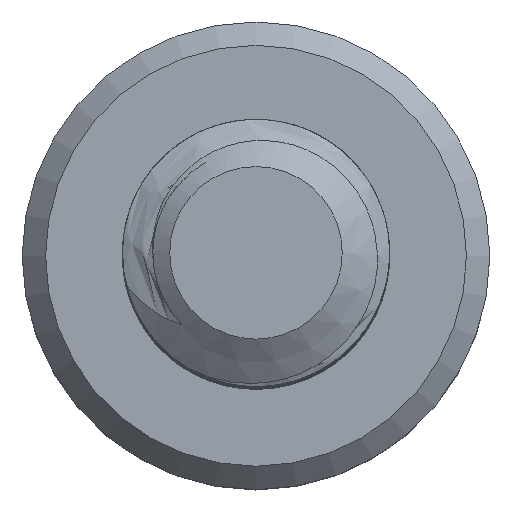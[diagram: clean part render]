
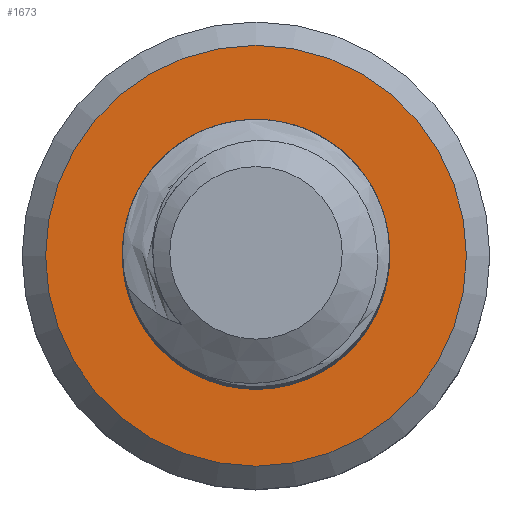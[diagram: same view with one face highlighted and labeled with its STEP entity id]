
A CAD part, top view. The second image highlights one B-rep face of the part: STEP entity #1673.
In plain terms, the highlighted planar face has unit normal (0, 0, 1).
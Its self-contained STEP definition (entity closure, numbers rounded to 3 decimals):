
#16=FACE_BOUND('',#221,.T.);
#19=PLANE('',#1795);
#125=FACE_OUTER_BOUND('',#220,.T.);
#220=EDGE_LOOP('',(#1474));
#221=EDGE_LOOP('',(#1475,#1476,#1477,#1478));
#234=CIRCLE('',#1701,2.);
#238=CIRCLE('',#1775,3.15);
#244=CIRCLE('',#1786,1.545);
#399=B_SPLINE_CURVE_WITH_KNOTS('',3,(#8525,#8526,#8527,#8528,#8529,#8530,
#8531,#8532,#8533,#8534,#8535,#8536,#8537,#8538,#8539,#8540),
 .UNSPECIFIED.,.F.,.F.,(4,2,2,2,2,2,2,4),(0.,0.037,0.075,
0.147,0.235,0.324,0.432,
0.558),.UNSPECIFIED.);
#400=B_SPLINE_CURVE_WITH_KNOTS('',3,(#9455,#9456,#9457,#9458,#9459,#9460,
#9461,#9462,#9463,#9464,#9465,#9466,#9467,#9468,#9469,#9470),
 .UNSPECIFIED.,.F.,.F.,(4,2,2,2,2,2,2,4),(0.,0.068,0.14,
0.226,0.328,0.431,0.493,0.549),
 .UNSPECIFIED.);
#575=VERTEX_POINT('',#2117);
#576=VERTEX_POINT('',#2152);
#721=VERTEX_POINT('',#7458);
#730=VERTEX_POINT('',#7527);
#731=VERTEX_POINT('',#7564);
#744=EDGE_CURVE('',#575,#576,#234,.T.);
#959=EDGE_CURVE('',#721,#721,#238,.T.);
#973=EDGE_CURVE('',#731,#730,#244,.T.);
#977=EDGE_CURVE('',#730,#576,#399,.T.);
#978=EDGE_CURVE('',#575,#731,#400,.T.);
#1474=ORIENTED_EDGE('',*,*,#959,.T.);
#1475=ORIENTED_EDGE('',*,*,#744,.F.);
#1476=ORIENTED_EDGE('',*,*,#978,.T.);
#1477=ORIENTED_EDGE('',*,*,#973,.T.);
#1478=ORIENTED_EDGE('',*,*,#977,.T.);
#1673=ADVANCED_FACE('',(#125,#16),#19,.F.);
#1701=AXIS2_PLACEMENT_3D('',#2153,#1813,#1814);
#1775=AXIS2_PLACEMENT_3D('',#7460,#2031,#2032);
#1786=AXIS2_PLACEMENT_3D('',#7565,#2056,#2057);
#1795=AXIS2_PLACEMENT_3D('',#9482,#2074,#2075);
#1813=DIRECTION('center_axis',(0.,0.,1.));
#1814=DIRECTION('ref_axis',(1.,0.,0.));
#2031=DIRECTION('center_axis',(0.,0.,1.));
#2032=DIRECTION('ref_axis',(-1.,0.,0.));
#2056=DIRECTION('center_axis',(0.,0.,-1.));
#2057=DIRECTION('ref_axis',(1.,0.,0.));
#2074=DIRECTION('center_axis',(0.,0.,-1.));
#2075=DIRECTION('ref_axis',(-1.,0.,0.));
#2117=CARTESIAN_POINT('',(-1.954,-0.429,-25.));
#2152=CARTESIAN_POINT('',(-1.061,-1.695,-25.));
#2153=CARTESIAN_POINT('Origin',(0.,0.,-25.));
#7458=CARTESIAN_POINT('',(3.15,0.,-25.));
#7460=CARTESIAN_POINT('Origin',(0.,0.,-25.));
#7527=CARTESIAN_POINT('',(1.509,0.331,-25.));
#7564=CARTESIAN_POINT('',(0.82,1.31,-25.));
#7565=CARTESIAN_POINT('Origin',(0.,0.,-25.));
#8525=CARTESIAN_POINT('Ctrl Pts',(1.509,0.331,-25.));
#8526=CARTESIAN_POINT('Ctrl Pts',(1.551,0.216,-25.));
#8527=CARTESIAN_POINT('Ctrl Pts',(1.578,0.096,-25.));
#8528=CARTESIAN_POINT('Ctrl Pts',(1.606,-0.151,-25.));
#8529=CARTESIAN_POINT('Ctrl Pts',(1.604,-0.277,-25.));
#8530=CARTESIAN_POINT('Ctrl Pts',(1.557,-0.643,-25.));
#8531=CARTESIAN_POINT('Ctrl Pts',(1.474,-0.846,-25.));
#8532=CARTESIAN_POINT('Ctrl Pts',(1.26,-1.215,-25.));
#8533=CARTESIAN_POINT('Ctrl Pts',(1.104,-1.391,-25.));
#8534=CARTESIAN_POINT('Ctrl Pts',(0.732,-1.676,-25.));
#8535=CARTESIAN_POINT('Ctrl Pts',(0.518,-1.781,-25.));
#8536=CARTESIAN_POINT('Ctrl Pts',(0.012,-1.914,
-25.));
#8537=CARTESIAN_POINT('Ctrl Pts',(-0.242,-1.908,
-25.));
#8538=CARTESIAN_POINT('Ctrl Pts',(-0.65,-1.857,
-25.));
#8539=CARTESIAN_POINT('Ctrl Pts',(-0.863,-1.793,-25.));
#8540=CARTESIAN_POINT('Ctrl Pts',(-1.061,-1.695,-25.));
#9455=CARTESIAN_POINT('Ctrl Pts',(-1.954,-0.429,
-25.));
#9456=CARTESIAN_POINT('Ctrl Pts',(-1.98,-0.205,
-25.));
#9457=CARTESIAN_POINT('Ctrl Pts',(-1.967,0.022,
-25.));
#9458=CARTESIAN_POINT('Ctrl Pts',(-1.862,0.475,-25.));
#9459=CARTESIAN_POINT('Ctrl Pts',(-1.765,0.697,-25.));
#9460=CARTESIAN_POINT('Ctrl Pts',(-1.467,1.134,-25.));
#9461=CARTESIAN_POINT('Ctrl Pts',(-1.292,1.279,-25.));
#9462=CARTESIAN_POINT('Ctrl Pts',(-0.95,1.502,-25.));
#9463=CARTESIAN_POINT('Ctrl Pts',(-0.744,1.586,-25.));
#9464=CARTESIAN_POINT('Ctrl Pts',(-0.309,1.673,-25.));
#9465=CARTESIAN_POINT('Ctrl Pts',(-0.078,1.676,-25.));
#9466=CARTESIAN_POINT('Ctrl Pts',(0.269,1.607,-25.));
#9467=CARTESIAN_POINT('Ctrl Pts',(0.394,1.565,-25.));
#9468=CARTESIAN_POINT('Ctrl Pts',(0.623,1.454,-25.));
#9469=CARTESIAN_POINT('Ctrl Pts',(0.726,1.388,-25.));
#9470=CARTESIAN_POINT('Ctrl Pts',(0.82,1.31,-25.));
#9482=CARTESIAN_POINT('Origin',(0.,0.,-25.));
